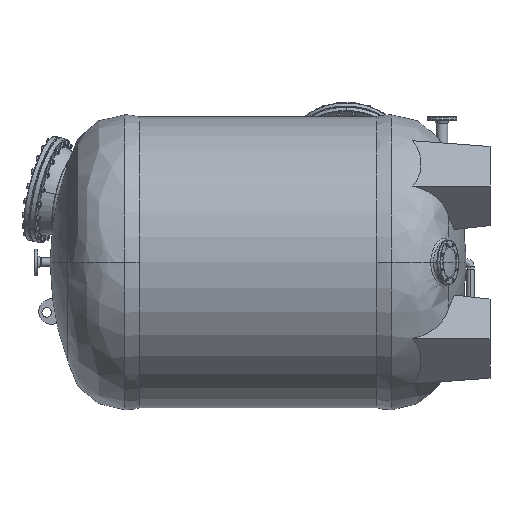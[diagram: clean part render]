
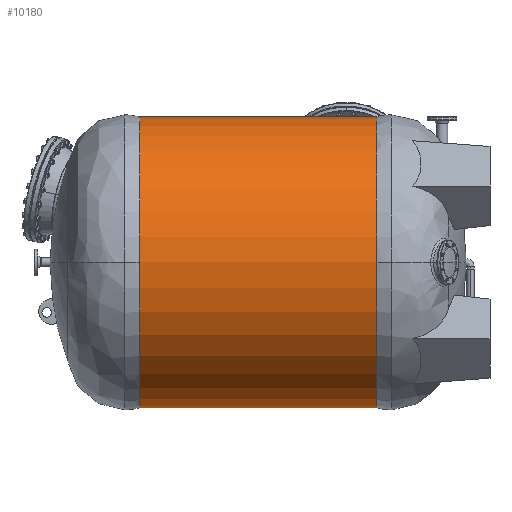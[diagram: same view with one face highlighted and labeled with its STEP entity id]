
A CAD part, left-side view. The second image highlights one B-rep face of the part: STEP entity #10180.
In plain terms, the highlighted cylindrical face has radius 910 mm (diameter 1820 mm), a partial arc.
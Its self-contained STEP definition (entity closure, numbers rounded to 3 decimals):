
#182 = VERTEX_POINT ( 'NONE', #1937 ) ;
#821 = CIRCLE ( 'NONE', #32701, 910. ) ;
#1521 = VERTEX_POINT ( 'NONE', #12969 ) ;
#1937 = CARTESIAN_POINT ( 'NONE',  ( -910., 544.041, 0. ) ) ;
#5098 = LINE ( 'NONE', #47570, #46331 ) ;
#5291 = CARTESIAN_POINT ( 'NONE',  ( 0., 2027.959, 0. ) ) ;
#6243 = LINE ( 'NONE', #18286, #36359 ) ;
#6444 = DIRECTION ( 'NONE',  ( 0., 1., 0. ) ) ;
#8065 = CARTESIAN_POINT ( 'NONE',  ( -910., 2027.959, 0. ) ) ;
#9312 = EDGE_CURVE ( 'NONE', #47516, #44646, #5098, .T. ) ;
#10032 = CARTESIAN_POINT ( 'NONE',  ( 0., 2027.959, 0. ) ) ;
#10180 = ADVANCED_FACE ( 'NONE', ( #26868 ), #43221, .T. ) ;
#10275 = CARTESIAN_POINT ( 'NONE',  ( 0., 544.041, 0. ) ) ;
#10300 = ORIENTED_EDGE ( 'NONE', *, *, #15383, .T. ) ;
#11023 = DIRECTION ( 'NONE',  ( 0., 0., 1. ) ) ;
#12752 = DIRECTION ( 'NONE',  ( 0., 0., 1. ) ) ;
#12969 = CARTESIAN_POINT ( 'NONE',  ( 0., 2027.959, 910. ) ) ;
#14909 = EDGE_CURVE ( 'NONE', #44013, #44646, #821, .T. ) ;
#15383 = EDGE_CURVE ( 'NONE', #182, #37849, #31127, .T. ) ;
#18286 = CARTESIAN_POINT ( 'NONE',  ( 0., 0., 910. ) ) ;
#21106 = AXIS2_PLACEMENT_3D ( 'NONE', #47821, #39383, #12752 ) ;
#21868 = DIRECTION ( 'NONE',  ( 0., -1., 0. ) ) ;
#21889 = DIRECTION ( 'NONE',  ( 0., 1., 0. ) ) ;
#22079 = DIRECTION ( 'NONE',  ( 0., 0., 1. ) ) ;
#24841 = ORIENTED_EDGE ( 'NONE', *, *, #9312, .F. ) ;
#26868 = FACE_OUTER_BOUND ( 'NONE', #37247, .T. ) ;
#27310 = CARTESIAN_POINT ( 'NONE',  ( 0., 544.041, 0. ) ) ;
#27573 = DIRECTION ( 'NONE',  ( 0., 1., 0. ) ) ;
#27764 = EDGE_CURVE ( 'NONE', #1521, #44013, #32257, .T. ) ;
#27904 = CARTESIAN_POINT ( 'NONE',  ( 0., 2027.959, -910. ) ) ;
#28352 = DIRECTION ( 'NONE',  ( 0., -1., 0. ) ) ;
#29313 = CARTESIAN_POINT ( 'NONE',  ( 0., 544.041, -910. ) ) ;
#30882 = DIRECTION ( 'NONE',  ( 0., 0., 1. ) ) ;
#31127 = CIRCLE ( 'NONE', #41748, 910. ) ;
#31613 = AXIS2_PLACEMENT_3D ( 'NONE', #10275, #6444, #22079 ) ;
#32257 = CIRCLE ( 'NONE', #35537, 910. ) ;
#32701 = AXIS2_PLACEMENT_3D ( 'NONE', #10032, #21868, #11023 ) ;
#33266 = CIRCLE ( 'NONE', #31613, 910. ) ;
#34205 = EDGE_CURVE ( 'NONE', #37849, #1521, #6243, .T. ) ;
#35537 = AXIS2_PLACEMENT_3D ( 'NONE', #5291, #28352, #35761 ) ;
#35761 = DIRECTION ( 'NONE',  ( 0., 0., 1. ) ) ;
#36172 = ORIENTED_EDGE ( 'NONE', *, *, #14909, .T. ) ;
#36331 = DIRECTION ( 'NONE',  ( 0., 1., 0. ) ) ;
#36359 = VECTOR ( 'NONE', #21889, 1000. ) ;
#37247 = EDGE_LOOP ( 'NONE', ( #24841, #42656, #10300, #40156, #46927, #36172 ) ) ;
#37849 = VERTEX_POINT ( 'NONE', #49584 ) ;
#39383 = DIRECTION ( 'NONE',  ( 0., 1., 0. ) ) ;
#40156 = ORIENTED_EDGE ( 'NONE', *, *, #34205, .T. ) ;
#41748 = AXIS2_PLACEMENT_3D ( 'NONE', #27310, #27573, #30882 ) ;
#41784 = EDGE_CURVE ( 'NONE', #47516, #182, #33266, .T. ) ;
#42656 = ORIENTED_EDGE ( 'NONE', *, *, #41784, .T. ) ;
#43221 = CYLINDRICAL_SURFACE ( 'NONE', #21106, 910. ) ;
#44013 = VERTEX_POINT ( 'NONE', #8065 ) ;
#44646 = VERTEX_POINT ( 'NONE', #27904 ) ;
#46331 = VECTOR ( 'NONE', #36331, 1000. ) ;
#46927 = ORIENTED_EDGE ( 'NONE', *, *, #27764, .T. ) ;
#47516 = VERTEX_POINT ( 'NONE', #29313 ) ;
#47570 = CARTESIAN_POINT ( 'NONE',  ( 0., 0., -910. ) ) ;
#47821 = CARTESIAN_POINT ( 'NONE',  ( 0., 0., 0. ) ) ;
#49584 = CARTESIAN_POINT ( 'NONE',  ( 0., 544.041, 910. ) ) ;
